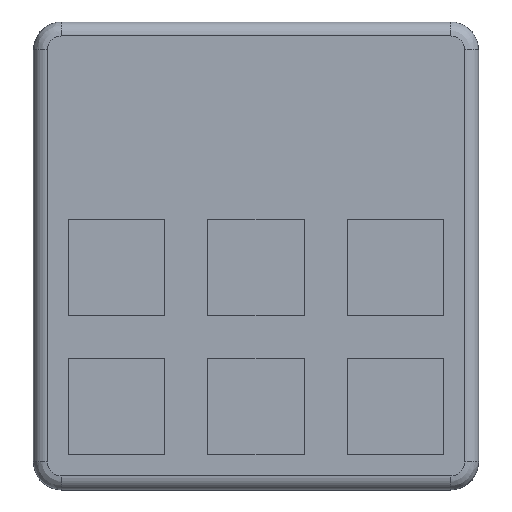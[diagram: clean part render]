
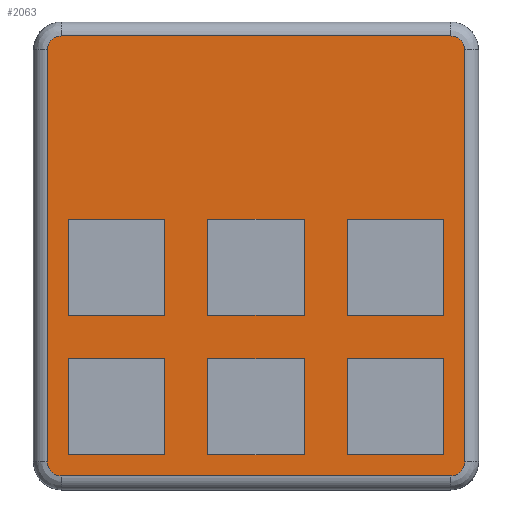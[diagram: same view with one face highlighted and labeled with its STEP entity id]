
A CAD part, top view. The second image highlights one B-rep face of the part: STEP entity #2063.
In plain terms, the highlighted planar face has unit normal (0, 0, 1).
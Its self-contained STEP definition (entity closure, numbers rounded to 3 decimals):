
#18=FACE_BOUND('',#251,.T.);
#19=FACE_BOUND('',#252,.T.);
#20=FACE_BOUND('',#253,.T.);
#21=FACE_BOUND('',#254,.T.);
#22=FACE_BOUND('',#255,.T.);
#23=FACE_BOUND('',#256,.T.);
#45=PLANE('',#2218);
#137=FACE_OUTER_BOUND('',#250,.T.);
#250=EDGE_LOOP('',(#1503,#1504,#1505,#1506,#1507,#1508,#1509,#1510));
#251=EDGE_LOOP('',(#1511,#1512,#1513,#1514));
#252=EDGE_LOOP('',(#1515,#1516,#1517,#1518));
#253=EDGE_LOOP('',(#1519,#1520,#1521,#1522));
#254=EDGE_LOOP('',(#1523,#1524,#1525,#1526));
#255=EDGE_LOOP('',(#1527,#1528,#1529,#1530));
#256=EDGE_LOOP('',(#1531,#1532,#1533,#1534));
#381=LINE('',#3014,#617);
#382=LINE('',#3033,#618);
#384=LINE('',#3053,#620);
#386=LINE('',#3073,#622);
#397=LINE('',#3115,#633);
#398=LINE('',#3117,#634);
#399=LINE('',#3119,#635);
#400=LINE('',#3120,#636);
#401=LINE('',#3123,#637);
#402=LINE('',#3125,#638);
#403=LINE('',#3127,#639);
#404=LINE('',#3128,#640);
#405=LINE('',#3131,#641);
#406=LINE('',#3133,#642);
#407=LINE('',#3135,#643);
#408=LINE('',#3136,#644);
#409=LINE('',#3139,#645);
#410=LINE('',#3141,#646);
#411=LINE('',#3143,#647);
#412=LINE('',#3144,#648);
#413=LINE('',#3147,#649);
#414=LINE('',#3149,#650);
#415=LINE('',#3151,#651);
#416=LINE('',#3152,#652);
#417=LINE('',#3155,#653);
#418=LINE('',#3157,#654);
#419=LINE('',#3159,#655);
#420=LINE('',#3160,#656);
#617=VECTOR('',#2420,10.);
#618=VECTOR('',#2431,10.);
#620=VECTOR('',#2443,10.);
#622=VECTOR('',#2455,10.);
#633=VECTOR('',#2488,10.);
#634=VECTOR('',#2489,10.);
#635=VECTOR('',#2490,10.);
#636=VECTOR('',#2491,10.);
#637=VECTOR('',#2492,10.);
#638=VECTOR('',#2493,10.);
#639=VECTOR('',#2494,10.);
#640=VECTOR('',#2495,10.);
#641=VECTOR('',#2496,10.);
#642=VECTOR('',#2497,10.);
#643=VECTOR('',#2498,10.);
#644=VECTOR('',#2499,10.);
#645=VECTOR('',#2500,10.);
#646=VECTOR('',#2501,10.);
#647=VECTOR('',#2502,10.);
#648=VECTOR('',#2503,10.);
#649=VECTOR('',#2504,10.);
#650=VECTOR('',#2505,10.);
#651=VECTOR('',#2506,10.);
#652=VECTOR('',#2507,10.);
#653=VECTOR('',#2508,10.);
#654=VECTOR('',#2509,10.);
#655=VECTOR('',#2510,10.);
#656=VECTOR('',#2511,10.);
#844=CIRCLE('',#2194,2.);
#848=CIRCLE('',#2199,2.);
#852=CIRCLE('',#2204,2.);
#855=CIRCLE('',#2208,2.);
#923=VERTEX_POINT('',#3007);
#926=VERTEX_POINT('',#3012);
#928=VERTEX_POINT('',#3025);
#930=VERTEX_POINT('',#3031);
#932=VERTEX_POINT('',#3045);
#934=VERTEX_POINT('',#3051);
#936=VERTEX_POINT('',#3065);
#938=VERTEX_POINT('',#3071);
#948=VERTEX_POINT('',#3113);
#949=VERTEX_POINT('',#3114);
#950=VERTEX_POINT('',#3116);
#951=VERTEX_POINT('',#3118);
#952=VERTEX_POINT('',#3121);
#953=VERTEX_POINT('',#3122);
#954=VERTEX_POINT('',#3124);
#955=VERTEX_POINT('',#3126);
#956=VERTEX_POINT('',#3129);
#957=VERTEX_POINT('',#3130);
#958=VERTEX_POINT('',#3132);
#959=VERTEX_POINT('',#3134);
#960=VERTEX_POINT('',#3137);
#961=VERTEX_POINT('',#3138);
#962=VERTEX_POINT('',#3140);
#963=VERTEX_POINT('',#3142);
#964=VERTEX_POINT('',#3145);
#965=VERTEX_POINT('',#3146);
#966=VERTEX_POINT('',#3148);
#967=VERTEX_POINT('',#3150);
#968=VERTEX_POINT('',#3153);
#969=VERTEX_POINT('',#3154);
#970=VERTEX_POINT('',#3156);
#971=VERTEX_POINT('',#3158);
#1135=EDGE_CURVE('',#926,#923,#381,.T.);
#1137=EDGE_CURVE('',#928,#926,#844,.T.);
#1140=EDGE_CURVE('',#930,#928,#382,.T.);
#1143=EDGE_CURVE('',#932,#930,#848,.T.);
#1146=EDGE_CURVE('',#934,#932,#384,.T.);
#1149=EDGE_CURVE('',#936,#934,#852,.T.);
#1152=EDGE_CURVE('',#938,#936,#386,.T.);
#1154=EDGE_CURVE('',#923,#938,#855,.T.);
#1169=EDGE_CURVE('',#948,#949,#397,.T.);
#1170=EDGE_CURVE('',#949,#950,#398,.T.);
#1171=EDGE_CURVE('',#950,#951,#399,.T.);
#1172=EDGE_CURVE('',#951,#948,#400,.T.);
#1173=EDGE_CURVE('',#952,#953,#401,.T.);
#1174=EDGE_CURVE('',#953,#954,#402,.T.);
#1175=EDGE_CURVE('',#954,#955,#403,.T.);
#1176=EDGE_CURVE('',#955,#952,#404,.T.);
#1177=EDGE_CURVE('',#956,#957,#405,.T.);
#1178=EDGE_CURVE('',#957,#958,#406,.T.);
#1179=EDGE_CURVE('',#958,#959,#407,.T.);
#1180=EDGE_CURVE('',#959,#956,#408,.T.);
#1181=EDGE_CURVE('',#960,#961,#409,.T.);
#1182=EDGE_CURVE('',#961,#962,#410,.T.);
#1183=EDGE_CURVE('',#962,#963,#411,.T.);
#1184=EDGE_CURVE('',#963,#960,#412,.T.);
#1185=EDGE_CURVE('',#964,#965,#413,.T.);
#1186=EDGE_CURVE('',#965,#966,#414,.T.);
#1187=EDGE_CURVE('',#966,#967,#415,.T.);
#1188=EDGE_CURVE('',#967,#964,#416,.T.);
#1189=EDGE_CURVE('',#968,#969,#417,.T.);
#1190=EDGE_CURVE('',#969,#970,#418,.T.);
#1191=EDGE_CURVE('',#970,#971,#419,.T.);
#1192=EDGE_CURVE('',#971,#968,#420,.T.);
#1503=ORIENTED_EDGE('',*,*,#1135,.F.);
#1504=ORIENTED_EDGE('',*,*,#1137,.F.);
#1505=ORIENTED_EDGE('',*,*,#1140,.F.);
#1506=ORIENTED_EDGE('',*,*,#1143,.F.);
#1507=ORIENTED_EDGE('',*,*,#1146,.F.);
#1508=ORIENTED_EDGE('',*,*,#1149,.F.);
#1509=ORIENTED_EDGE('',*,*,#1152,.F.);
#1510=ORIENTED_EDGE('',*,*,#1154,.F.);
#1511=ORIENTED_EDGE('',*,*,#1169,.T.);
#1512=ORIENTED_EDGE('',*,*,#1170,.T.);
#1513=ORIENTED_EDGE('',*,*,#1171,.T.);
#1514=ORIENTED_EDGE('',*,*,#1172,.T.);
#1515=ORIENTED_EDGE('',*,*,#1173,.T.);
#1516=ORIENTED_EDGE('',*,*,#1174,.T.);
#1517=ORIENTED_EDGE('',*,*,#1175,.T.);
#1518=ORIENTED_EDGE('',*,*,#1176,.T.);
#1519=ORIENTED_EDGE('',*,*,#1177,.T.);
#1520=ORIENTED_EDGE('',*,*,#1178,.T.);
#1521=ORIENTED_EDGE('',*,*,#1179,.T.);
#1522=ORIENTED_EDGE('',*,*,#1180,.T.);
#1523=ORIENTED_EDGE('',*,*,#1181,.T.);
#1524=ORIENTED_EDGE('',*,*,#1182,.T.);
#1525=ORIENTED_EDGE('',*,*,#1183,.T.);
#1526=ORIENTED_EDGE('',*,*,#1184,.T.);
#1527=ORIENTED_EDGE('',*,*,#1185,.T.);
#1528=ORIENTED_EDGE('',*,*,#1186,.T.);
#1529=ORIENTED_EDGE('',*,*,#1187,.T.);
#1530=ORIENTED_EDGE('',*,*,#1188,.T.);
#1531=ORIENTED_EDGE('',*,*,#1189,.T.);
#1532=ORIENTED_EDGE('',*,*,#1190,.T.);
#1533=ORIENTED_EDGE('',*,*,#1191,.T.);
#1534=ORIENTED_EDGE('',*,*,#1192,.T.);
#2063=ADVANCED_FACE('',(#137,#18,#19,#20,#21,#22,#23),#45,.T.);
#2194=AXIS2_PLACEMENT_3D('',#3027,#2423,#2424);
#2199=AXIS2_PLACEMENT_3D('',#3047,#2435,#2436);
#2204=AXIS2_PLACEMENT_3D('',#3067,#2447,#2448);
#2208=AXIS2_PLACEMENT_3D('',#3084,#2457,#2458);
#2218=AXIS2_PLACEMENT_3D('',#3112,#2486,#2487);
#2420=DIRECTION('',(0.,1.,0.));
#2423=DIRECTION('center_axis',(0.,0.,-1.));
#2424=DIRECTION('ref_axis',(-0.707,-0.707,0.));
#2431=DIRECTION('',(-1.,0.,0.));
#2435=DIRECTION('center_axis',(0.,0.,-1.));
#2436=DIRECTION('ref_axis',(0.707,-0.707,0.));
#2443=DIRECTION('',(0.,-1.,0.));
#2447=DIRECTION('center_axis',(0.,0.,-1.));
#2448=DIRECTION('ref_axis',(0.707,0.707,0.));
#2455=DIRECTION('',(1.,0.,0.));
#2457=DIRECTION('center_axis',(0.,0.,-1.));
#2458=DIRECTION('ref_axis',(-0.707,0.707,0.));
#2486=DIRECTION('center_axis',(0.,0.,1.));
#2487=DIRECTION('ref_axis',(1.,0.,0.));
#2488=DIRECTION('',(0.,1.,0.));
#2489=DIRECTION('',(1.,0.,0.));
#2490=DIRECTION('',(0.,-1.,0.));
#2491=DIRECTION('',(-1.,0.,0.));
#2492=DIRECTION('',(-1.,0.,0.));
#2493=DIRECTION('',(0.,1.,0.));
#2494=DIRECTION('',(1.,0.,0.));
#2495=DIRECTION('',(0.,-1.,0.));
#2496=DIRECTION('',(-1.,0.,0.));
#2497=DIRECTION('',(0.,1.,0.));
#2498=DIRECTION('',(1.,0.,0.));
#2499=DIRECTION('',(0.,-1.,0.));
#2500=DIRECTION('',(-1.,0.,0.));
#2501=DIRECTION('',(0.,1.,0.));
#2502=DIRECTION('',(1.,0.,0.));
#2503=DIRECTION('',(0.,-1.,0.));
#2504=DIRECTION('',(-1.,0.,0.));
#2505=DIRECTION('',(0.,1.,0.));
#2506=DIRECTION('',(1.,0.,0.));
#2507=DIRECTION('',(0.,-1.,0.));
#2508=DIRECTION('',(-1.,0.,0.));
#2509=DIRECTION('',(0.,1.,0.));
#2510=DIRECTION('',(1.,0.,0.));
#2511=DIRECTION('',(0.,-1.,0.));
#3007=CARTESIAN_POINT('',(2.,63.061,3.));
#3012=CARTESIAN_POINT('',(2.,4.,3.));
#3014=CARTESIAN_POINT('',(2.,48.296,3.));
#3025=CARTESIAN_POINT('',(4.,2.,3.));
#3027=CARTESIAN_POINT('Origin',(4.,4.,3.));
#3031=CARTESIAN_POINT('',(59.8,2.,3.));
#3033=CARTESIAN_POINT('',(17.95,2.,3.));
#3045=CARTESIAN_POINT('',(61.8,4.,3.));
#3047=CARTESIAN_POINT('Origin',(59.8,4.,3.));
#3051=CARTESIAN_POINT('',(61.8,63.061,3.));
#3053=CARTESIAN_POINT('',(61.8,18.765,3.));
#3065=CARTESIAN_POINT('',(59.8,65.061,3.));
#3067=CARTESIAN_POINT('Origin',(59.8,63.061,3.));
#3071=CARTESIAN_POINT('',(4.,65.061,3.));
#3073=CARTESIAN_POINT('',(45.85,65.061,3.));
#3084=CARTESIAN_POINT('Origin',(4.,63.061,3.));
#3112=CARTESIAN_POINT('Origin',(31.9,33.53,3.));
#3113=CARTESIAN_POINT('',(5.,5.,3.));
#3114=CARTESIAN_POINT('',(5.,18.8,3.));
#3115=CARTESIAN_POINT('',(5.,18.8,3.));
#3116=CARTESIAN_POINT('',(18.8,18.8,3.));
#3117=CARTESIAN_POINT('',(18.8,18.8,3.));
#3118=CARTESIAN_POINT('',(18.8,5.,3.));
#3119=CARTESIAN_POINT('',(18.8,5.,3.));
#3120=CARTESIAN_POINT('',(5.,5.,3.));
#3121=CARTESIAN_POINT('',(38.8,5.,3.));
#3122=CARTESIAN_POINT('',(25.,5.,3.));
#3123=CARTESIAN_POINT('',(25.,5.,3.));
#3124=CARTESIAN_POINT('',(25.,18.8,3.));
#3125=CARTESIAN_POINT('',(25.,18.8,3.));
#3126=CARTESIAN_POINT('',(38.8,18.8,3.));
#3127=CARTESIAN_POINT('',(38.8,18.8,3.));
#3128=CARTESIAN_POINT('',(38.8,5.,3.));
#3129=CARTESIAN_POINT('',(58.8,5.,3.));
#3130=CARTESIAN_POINT('',(45.,5.,3.));
#3131=CARTESIAN_POINT('',(45.,5.,3.));
#3132=CARTESIAN_POINT('',(45.,18.8,3.));
#3133=CARTESIAN_POINT('',(45.,18.8,3.));
#3134=CARTESIAN_POINT('',(58.8,18.8,3.));
#3135=CARTESIAN_POINT('',(58.8,18.8,3.));
#3136=CARTESIAN_POINT('',(58.8,5.,3.));
#3137=CARTESIAN_POINT('',(18.8,25.,3.));
#3138=CARTESIAN_POINT('',(5.,25.,3.));
#3139=CARTESIAN_POINT('',(5.,25.,3.));
#3140=CARTESIAN_POINT('',(5.,38.8,3.));
#3141=CARTESIAN_POINT('',(5.,38.8,3.));
#3142=CARTESIAN_POINT('',(18.8,38.8,3.));
#3143=CARTESIAN_POINT('',(18.8,38.8,3.));
#3144=CARTESIAN_POINT('',(18.8,25.,3.));
#3145=CARTESIAN_POINT('',(38.8,25.,3.));
#3146=CARTESIAN_POINT('',(25.,25.,3.));
#3147=CARTESIAN_POINT('',(25.,25.,3.));
#3148=CARTESIAN_POINT('',(25.,38.8,3.));
#3149=CARTESIAN_POINT('',(25.,38.8,3.));
#3150=CARTESIAN_POINT('',(38.8,38.8,3.));
#3151=CARTESIAN_POINT('',(38.8,38.8,3.));
#3152=CARTESIAN_POINT('',(38.8,25.,3.));
#3153=CARTESIAN_POINT('',(58.8,25.,3.));
#3154=CARTESIAN_POINT('',(45.,25.,3.));
#3155=CARTESIAN_POINT('',(45.,25.,3.));
#3156=CARTESIAN_POINT('',(45.,38.8,3.));
#3157=CARTESIAN_POINT('',(45.,38.8,3.));
#3158=CARTESIAN_POINT('',(58.8,38.8,3.));
#3159=CARTESIAN_POINT('',(58.8,38.8,3.));
#3160=CARTESIAN_POINT('',(58.8,25.,3.));
